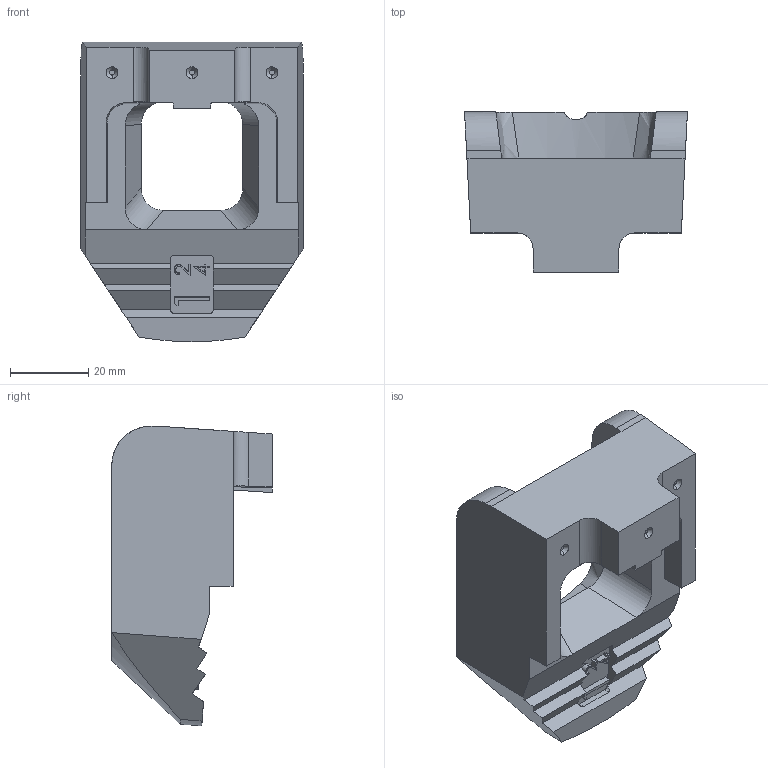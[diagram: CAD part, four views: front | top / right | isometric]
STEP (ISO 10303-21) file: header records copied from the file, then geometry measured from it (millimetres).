
FILE_DESCRIPTION (( 'STEP AP214' ), '1' );
FILE_NAME ('Typ A lang M24.STEP', '2008-02-15T12:27:15', ( 'Schütte' ), ( ' ' ), 'SwSTEP 2.0', 'SolidWorks 2008', '' );
FILE_SCHEMA (( 'AUTOMOTIVE_DESIGN' ));
Length unit declared in the file: millimetre
Products named in the file (1): Typ A lang M24
Bounding box: 57 x 41 x 76.63 mm (x, y, z)
Volume: 62071.4 mm3; surface area: 16338.9 mm2
Topology: 1 solids, 1 shells, 299 faces, 797 edges, 527 vertices
Faces by surface type: plane 219, bspline 50, cylinder 21, cone 9
Entity records: 11996 total; most frequent: CARTESIAN_POINT 4977, ORIENTED_EDGE 1594, DIRECTION 1173, EDGE_CURVE 797, LINE 619, VECTOR 619, VERTEX_POINT 527, EDGE_LOOP 328
